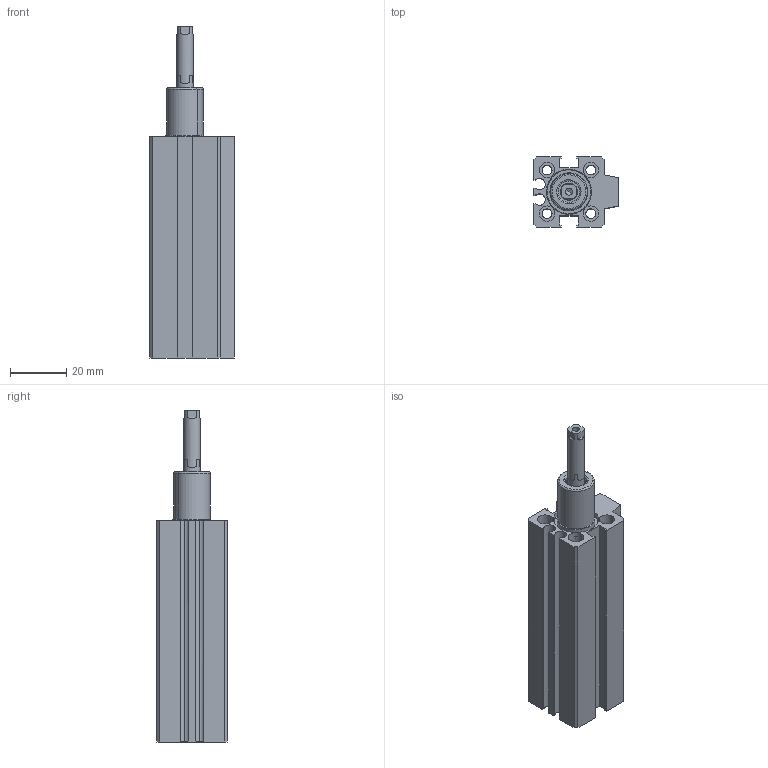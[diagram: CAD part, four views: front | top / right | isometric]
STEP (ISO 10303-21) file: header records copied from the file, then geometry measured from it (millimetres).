
FILE_DESCRIPTION(('CATIA V5 STEP Exchange'),'2;1');
FILE_NAME('SCQ_12_TS_TUENKERS.stp','2021-01-18T12:04:51+00:00',('none'),('none'),'CATIA Version 5 Release 19 SP 9 (IN-10)','CATIA V5 STEP AP214','none');
FILE_SCHEMA(('AUTOMOTIVE_DESIGN { 1 0 10303 214 1 1 1 1 }'));
Length unit declared in the file: millimetre
Products named in the file (1): SCQ_12_TS_TUENKERS
Bounding box: 30 x 25 x 117.9 mm (x, y, z)
Volume: 45816.8 mm3; surface area: 25750.3 mm2
Topology: 2 solids, 6 shells, 327 faces, 778 edges, 494 vertices
Faces by surface type: cylinder 134, plane 107, cone 42, torus 40, sphere 4
Entity records: 10727 total; most frequent: CARTESIAN_POINT 3301, ORIENTED_EDGE 1540, DIRECTION 1240, EDGE_CURVE 770, AXIS2_PLACEMENT_3D 610, VERTEX_POINT 494, EDGE_LOOP 386, ADVANCED_FACE 327
